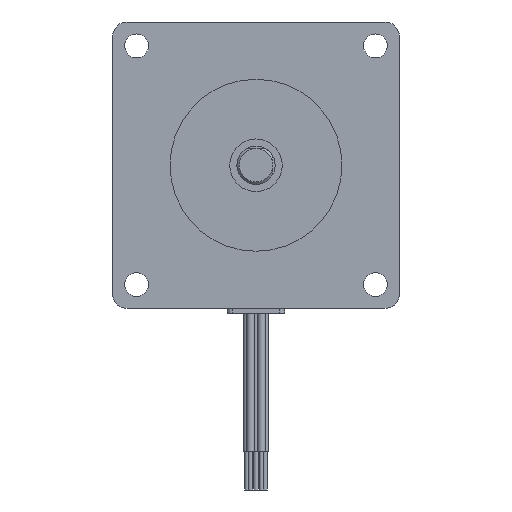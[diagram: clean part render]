
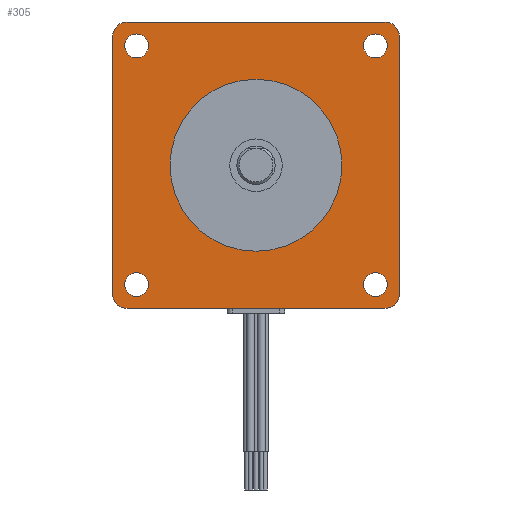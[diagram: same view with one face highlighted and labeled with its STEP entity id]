
A CAD part, front view. The second image highlights one B-rep face of the part: STEP entity #305.
In plain terms, the highlighted planar face has unit normal (0, -1, 0).
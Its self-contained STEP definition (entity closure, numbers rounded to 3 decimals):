
#305 = ADVANCED_FACE( '', ( #706, #707, #708, #709, #710, #711 ), #712, .F. );
#706 = FACE_OUTER_BOUND( '', #1259, .T. );
#707 = FACE_BOUND( '', #1260, .T. );
#708 = FACE_BOUND( '', #1261, .T. );
#709 = FACE_BOUND( '', #1262, .T. );
#710 = FACE_BOUND( '', #1263, .T. );
#711 = FACE_BOUND( '', #1264, .T. );
#712 = PLANE( '', #1265 );
#1259 = EDGE_LOOP( '', ( #1930, #1931, #1932, #1933, #1934, #1935, #1936, #1937 ) );
#1260 = EDGE_LOOP( '', ( #1938 ) );
#1261 = EDGE_LOOP( '', ( #1939 ) );
#1262 = EDGE_LOOP( '', ( #1940 ) );
#1263 = EDGE_LOOP( '', ( #1941 ) );
#1264 = EDGE_LOOP( '', ( #1942 ) );
#1265 = AXIS2_PLACEMENT_3D( '', #1943, #1944, #1945 );
#1930 = ORIENTED_EDGE( '', *, *, #3245, .T. );
#1931 = ORIENTED_EDGE( '', *, *, #3246, .F. );
#1932 = ORIENTED_EDGE( '', *, *, #3247, .T. );
#1933 = ORIENTED_EDGE( '', *, *, #3248, .F. );
#1934 = ORIENTED_EDGE( '', *, *, #3219, .T. );
#1935 = ORIENTED_EDGE( '', *, *, #3249, .F. );
#1936 = ORIENTED_EDGE( '', *, *, #3131, .T. );
#1937 = ORIENTED_EDGE( '', *, *, #3250, .F. );
#1938 = ORIENTED_EDGE( '', *, *, #3251, .T. );
#1939 = ORIENTED_EDGE( '', *, *, #3252, .T. );
#1940 = ORIENTED_EDGE( '', *, *, #3232, .T. );
#1941 = ORIENTED_EDGE( '', *, *, #3253, .T. );
#1942 = ORIENTED_EDGE( '', *, *, #3254, .T. );
#1943 = CARTESIAN_POINT( '', ( 0., 0., 0. ) );
#1944 = DIRECTION( '', ( 0., 1., 0. ) );
#1945 = DIRECTION( '', ( 0., 0., 1. ) );
#3131 = EDGE_CURVE( '', #3681, #3679, #3682, .F. );
#3219 = EDGE_CURVE( '', #3836, #3834, #3837, .F. );
#3232 = EDGE_CURVE( '', #3856, #3856, #3857, .T. );
#3245 = EDGE_CURVE( '', #3876, #3877, #3878, .F. );
#3246 = EDGE_CURVE( '', #3879, #3877, #3880, .T. );
#3247 = EDGE_CURVE( '', #3879, #3881, #3882, .F. );
#3248 = EDGE_CURVE( '', #3836, #3881, #3883, .T. );
#3249 = EDGE_CURVE( '', #3681, #3834, #3884, .T. );
#3250 = EDGE_CURVE( '', #3876, #3679, #3885, .T. );
#3251 = EDGE_CURVE( '', #3886, #3886, #3887, .T. );
#3252 = EDGE_CURVE( '', #3888, #3888, #3889, .T. );
#3253 = EDGE_CURVE( '', #3890, #3890, #3891, .T. );
#3254 = EDGE_CURVE( '', #3892, #3892, #3893, .T. );
#3679 = VERTEX_POINT( '', #4478 );
#3681 = VERTEX_POINT( '', #4481 );
#3682 = CIRCLE( '', #4482, 3. );
#3834 = VERTEX_POINT( '', #4670 );
#3836 = VERTEX_POINT( '', #4673 );
#3837 = CIRCLE( '', #4674, 3. );
#3856 = VERTEX_POINT( '', #4698 );
#3857 = CIRCLE( '', #4699, 2.5 );
#3876 = VERTEX_POINT( '', #4724 );
#3877 = VERTEX_POINT( '', #4725 );
#3878 = CIRCLE( '', #4726, 3. );
#3879 = VERTEX_POINT( '', #4727 );
#3880 = LINE( '', #4728, #4729 );
#3881 = VERTEX_POINT( '', #4730 );
#3882 = CIRCLE( '', #4731, 3. );
#3883 = LINE( '', #4732, #4733 );
#3884 = LINE( '', #4734, #4735 );
#3885 = LINE( '', #4736, #4737 );
#3886 = VERTEX_POINT( '', #4738 );
#3887 = CIRCLE( '', #4739, 2.5 );
#3888 = VERTEX_POINT( '', #4740 );
#3889 = CIRCLE( '', #4741, 2.5 );
#3890 = VERTEX_POINT( '', #4742 );
#3891 = CIRCLE( '', #4743, 2.5 );
#3892 = VERTEX_POINT( '', #4744 );
#3893 = CIRCLE( '', #4745, 18. );
#4478 = CARTESIAN_POINT( '', ( -30., 0., 27. ) );
#4481 = CARTESIAN_POINT( '', ( -27., 0., 30. ) );
#4482 = AXIS2_PLACEMENT_3D( '', #5474, #5475, #5476 );
#4670 = CARTESIAN_POINT( '', ( 27., 0., 30. ) );
#4673 = CARTESIAN_POINT( '', ( 30., 0., 27. ) );
#4674 = AXIS2_PLACEMENT_3D( '', #5610, #5611, #5612 );
#4698 = CARTESIAN_POINT( '', ( -25., 0., 27.5 ) );
#4699 = AXIS2_PLACEMENT_3D( '', #5630, #5631, #5632 );
#4724 = CARTESIAN_POINT( '', ( -30., 0., -27. ) );
#4725 = CARTESIAN_POINT( '', ( -27., 0., -30. ) );
#4726 = AXIS2_PLACEMENT_3D( '', #5645, #5646, #5647 );
#4727 = CARTESIAN_POINT( '', ( 27., 0., -30. ) );
#4728 = CARTESIAN_POINT( '', ( 30., 0., -30. ) );
#4729 = VECTOR( '', #5648, 1000. );
#4730 = CARTESIAN_POINT( '', ( 30., 0., -27. ) );
#4731 = AXIS2_PLACEMENT_3D( '', #5649, #5650, #5651 );
#4732 = CARTESIAN_POINT( '', ( 30., 0., 30. ) );
#4733 = VECTOR( '', #5652, 1000. );
#4734 = CARTESIAN_POINT( '', ( -30., 0., 30. ) );
#4735 = VECTOR( '', #5653, 1000. );
#4736 = CARTESIAN_POINT( '', ( -30., 0., -30. ) );
#4737 = VECTOR( '', #5654, 1000. );
#4738 = CARTESIAN_POINT( '', ( 25., 0., -22.5 ) );
#4739 = AXIS2_PLACEMENT_3D( '', #5655, #5656, #5657 );
#4740 = CARTESIAN_POINT( '', ( -25., 0., -22.5 ) );
#4741 = AXIS2_PLACEMENT_3D( '', #5658, #5659, #5660 );
#4742 = CARTESIAN_POINT( '', ( 25., 0., 22.5 ) );
#4743 = AXIS2_PLACEMENT_3D( '', #5661, #5662, #5663 );
#4744 = CARTESIAN_POINT( '', ( 0., 0., 18. ) );
#4745 = AXIS2_PLACEMENT_3D( '', #5664, #5665, #5666 );
#5474 = CARTESIAN_POINT( '', ( -27., 0., 27. ) );
#5475 = DIRECTION( '', ( 0., 1., 0. ) );
#5476 = DIRECTION( '', ( 0., 0., 1. ) );
#5610 = CARTESIAN_POINT( '', ( 27., 0., 27. ) );
#5611 = DIRECTION( '', ( 0., 1., 0. ) );
#5612 = DIRECTION( '', ( 0., 0., 1. ) );
#5630 = CARTESIAN_POINT( '', ( -25., 0., 25. ) );
#5631 = DIRECTION( '', ( 0., 1., 0. ) );
#5632 = DIRECTION( '', ( 0., 0., 1. ) );
#5645 = CARTESIAN_POINT( '', ( -27., 0., -27. ) );
#5646 = DIRECTION( '', ( 0., 1., 0. ) );
#5647 = DIRECTION( '', ( 0., 0., 1. ) );
#5648 = DIRECTION( '', ( -1., 0., 0. ) );
#5649 = CARTESIAN_POINT( '', ( 27., 0., -27. ) );
#5650 = DIRECTION( '', ( 0., 1., 0. ) );
#5651 = DIRECTION( '', ( 0., 0., 1. ) );
#5652 = DIRECTION( '', ( 0., 0., -1. ) );
#5653 = DIRECTION( '', ( 1., 0., 0. ) );
#5654 = DIRECTION( '', ( 0., 0., 1. ) );
#5655 = CARTESIAN_POINT( '', ( 25., 0., -25. ) );
#5656 = DIRECTION( '', ( 0., 1., 0. ) );
#5657 = DIRECTION( '', ( 0., 0., 1. ) );
#5658 = CARTESIAN_POINT( '', ( -25., 0., -25. ) );
#5659 = DIRECTION( '', ( 0., 1., 0. ) );
#5660 = DIRECTION( '', ( 0., 0., 1. ) );
#5661 = CARTESIAN_POINT( '', ( 25., 0., 25. ) );
#5662 = DIRECTION( '', ( 0., 1., 0. ) );
#5663 = DIRECTION( '', ( 0., 0., -1. ) );
#5664 = CARTESIAN_POINT( '', ( 0., 0., 0. ) );
#5665 = DIRECTION( '', ( 0., 1., 0. ) );
#5666 = DIRECTION( '', ( 0., 0., 1. ) );
